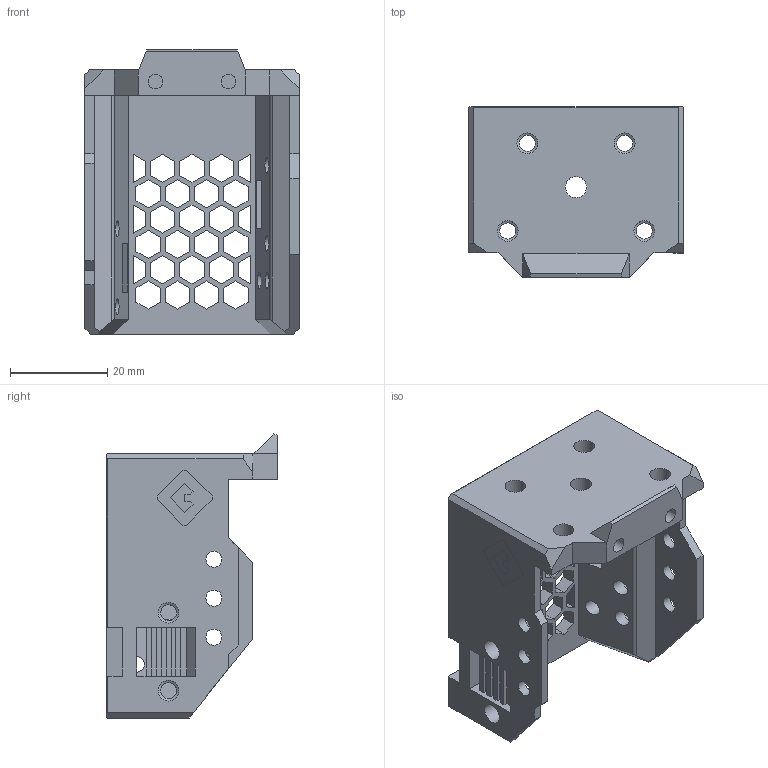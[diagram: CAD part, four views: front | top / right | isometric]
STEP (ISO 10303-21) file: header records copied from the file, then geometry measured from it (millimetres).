
FILE_DESCRIPTION(/* description */ (''),/* implementation_level */ '2;1');
FILE_NAME(/* name */ 'BLV MGN Cube EVA 3 Test_Core.Insert.CoreXY v1 v2.step',/* time_stamp */ '2022-07-10T11:46:35+02:00',/* author */ (''),/* organization */ (''),/* preprocessor_version */ 'ST-DEVELOPER v18.1',/* originating_system */ 'Autodesk Translation Framework v10.14.0.1471',/* authorisation */ '');
FILE_SCHEMA (('AUTOMOTIVE_DESIGN { 1 0 10303 214 3 1 1 }'));
Length unit declared in the file: millimetre
Products named in the file (3): BLV MGN Cube EVA 3 Test_Core.Insert.CoreXY v1; Front Universal FI <1>(Mirror); front_universal_fi (1)
Assembly tree (2 placements, depth 3):
  BLV MGN Cube EVA 3 Test_Core.Insert.CoreXY v1
    Front Universal FI <1>(Mirror)
      front_universal_fi (1)
Bounding box: 44 x 35 x 58.29 mm (x, y, z)
Volume: 21268.7 mm3; surface area: 14346.9 mm2
Topology: 1 solids, 1 shells, 320 faces, 932 edges, 618 vertices
Faces by surface type: plane 265, cylinder 41, cone 14
Full cylindrical faces by diameter (mm): 3 x2, 3.3 x20, 4.25 x14, 4.35 x1
Entity records: 10708 total; most frequent: CARTESIAN_POINT 1875, ORIENTED_EDGE 1864, DIRECTION 1682, EDGE_CURVE 932, LINE 832, VECTOR 832, VERTEX_POINT 618, AXIS2_PLACEMENT_3D 425
